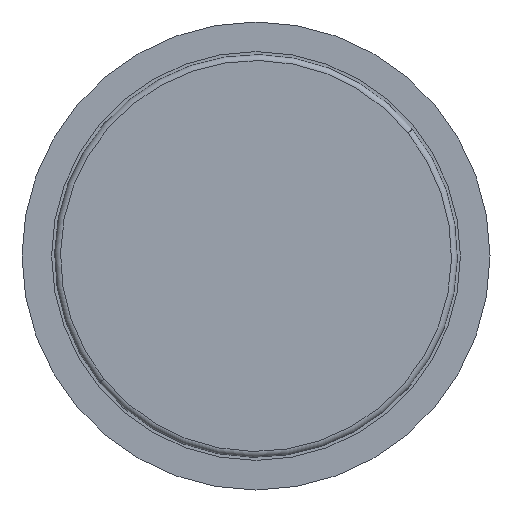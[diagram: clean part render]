
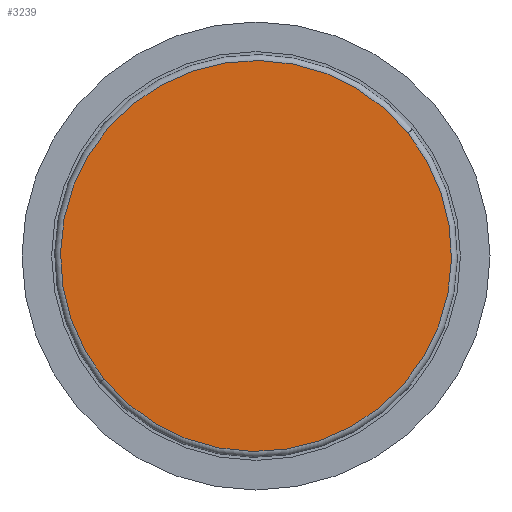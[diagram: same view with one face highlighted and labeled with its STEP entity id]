
A CAD part, front view. The second image highlights one B-rep face of the part: STEP entity #3239.
In plain terms, the highlighted planar face has unit normal (0, -1, 0).
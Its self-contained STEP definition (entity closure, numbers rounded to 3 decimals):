
#141 = CARTESIAN_POINT ( 'NONE',  ( 0., 0., 0. ) ) ;
#428 = CARTESIAN_POINT ( 'NONE',  ( 0., 0., 0. ) ) ;
#703 = VERTEX_POINT ( 'NONE', #1385 ) ;
#802 = VERTEX_POINT ( 'NONE', #1214 ) ;
#926 = EDGE_CURVE ( 'NONE', #802, #703, #2352, .T. ) ;
#1044 = CARTESIAN_POINT ( 'NONE',  ( -33.366, 0., -33. ) ) ;
#1214 = CARTESIAN_POINT ( 'NONE',  ( 0., 0., 33. ) ) ;
#1278 = PLANE ( 'NONE',  #3255 ) ;
#1311 = ORIENTED_EDGE ( 'NONE', *, *, #1806, .T. ) ;
#1341 = CIRCLE ( 'NONE', #1605, 33. ) ;
#1385 = CARTESIAN_POINT ( 'NONE',  ( 0., 0., -33. ) ) ;
#1553 = AXIS2_PLACEMENT_3D ( 'NONE', #428, #3214, #1701 ) ;
#1578 = EDGE_LOOP ( 'NONE', ( #2904, #1311 ) ) ;
#1605 = AXIS2_PLACEMENT_3D ( 'NONE', #141, #2132, #1847 ) ;
#1701 = DIRECTION ( 'NONE',  ( 0., 0., 1. ) ) ;
#1806 = EDGE_CURVE ( 'NONE', #703, #802, #1341, .T. ) ;
#1847 = DIRECTION ( 'NONE',  ( 0., 0., 1. ) ) ;
#2059 = DIRECTION ( 'NONE',  ( 1., 0., 0. ) ) ;
#2132 = DIRECTION ( 'NONE',  ( 0., -1., 0. ) ) ;
#2352 = CIRCLE ( 'NONE', #1553, 33. ) ;
#2538 = DIRECTION ( 'NONE',  ( 0., -1., 0. ) ) ;
#2904 = ORIENTED_EDGE ( 'NONE', *, *, #926, .T. ) ;
#3037 = FACE_OUTER_BOUND ( 'NONE', #1578, .T. ) ;
#3214 = DIRECTION ( 'NONE',  ( 0., -1., 0. ) ) ;
#3239 = ADVANCED_FACE ( 'NONE', ( #3037 ), #1278, .T. ) ;
#3255 = AXIS2_PLACEMENT_3D ( 'NONE', #1044, #2538, #2059 ) ;
